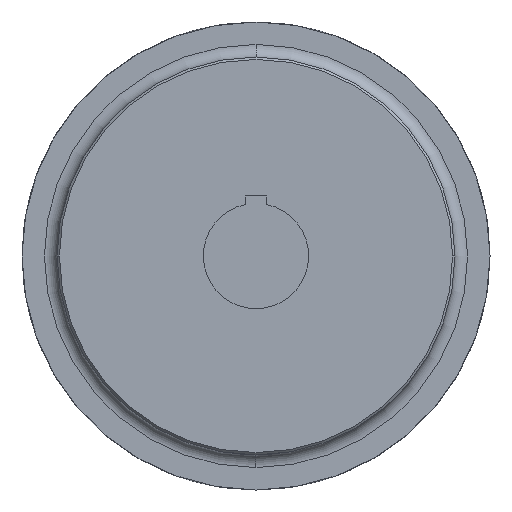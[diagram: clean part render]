
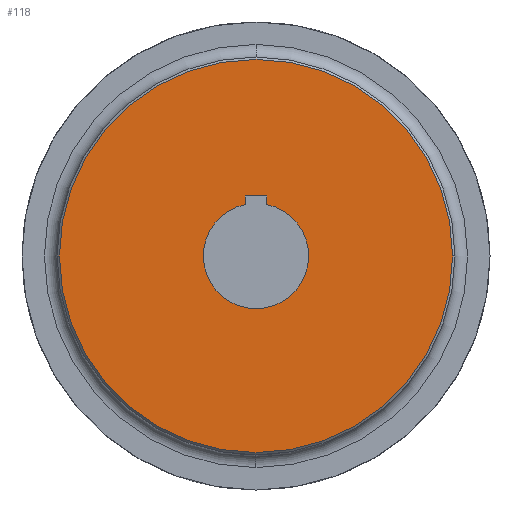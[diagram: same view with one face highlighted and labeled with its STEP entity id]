
A CAD part, left-side view. The second image highlights one B-rep face of the part: STEP entity #118.
In plain terms, the highlighted planar face has unit normal (-1, 0, 0).
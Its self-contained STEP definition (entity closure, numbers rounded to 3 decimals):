
#118=ADVANCED_FACE('',(#227,#228),#229,.T.);
#227=FACE_BOUND('',#382,.T.);
#228=FACE_OUTER_BOUND('',#383,.T.);
#229=PLANE('',#384);
#382=EDGE_LOOP('',(#757,#758,#759,#760,#761));
#383=EDGE_LOOP('',(#762,#763));
#384=AXIS2_PLACEMENT_3D('',#764,#765,#766);
#757=ORIENTED_EDGE('',*,*,#1200,.T.);
#758=ORIENTED_EDGE('',*,*,#1203,.T.);
#759=ORIENTED_EDGE('',*,*,#1184,.T.);
#760=ORIENTED_EDGE('',*,*,#1194,.T.);
#761=ORIENTED_EDGE('',*,*,#1197,.T.);
#762=ORIENTED_EDGE('',*,*,#1175,.F.);
#763=ORIENTED_EDGE('',*,*,#1207,.F.);
#764=CARTESIAN_POINT('',(-122.5,42.0,0.0));
#765=DIRECTION('',(-1.0,0.0,0.0));
#766=DIRECTION('',(0.0,-1.0,0.0));
#1175=EDGE_CURVE('',#1439,#1442,#1443,.T.);
#1184=EDGE_CURVE('',#1458,#1456,#1459,.T.);
#1194=EDGE_CURVE('',#1456,#1474,#1475,.T.);
#1197=EDGE_CURVE('',#1474,#1479,#1480,.T.);
#1200=EDGE_CURVE('',#1479,#1484,#1485,.T.);
#1203=EDGE_CURVE('',#1484,#1458,#1489,.T.);
#1207=EDGE_CURVE('',#1442,#1439,#1493,.T.);
#1439=VERTEX_POINT('',#2183);
#1442=VERTEX_POINT('',#2187);
#1443=CIRCLE('',#2188,84.0);
#1456=VERTEX_POINT('',#2205);
#1458=VERTEX_POINT('',#2208);
#1459=CIRCLE('',#2209,22.5);
#1474=VERTEX_POINT('',#2361);
#1475=LINE('',#2362,#2363);
#1479=VERTEX_POINT('',#2369);
#1480=LINE('',#2370,#2371);
#1484=VERTEX_POINT('',#2377);
#1485=LINE('',#2378,#2379);
#1489=CIRCLE('',#2385,22.5);
#1493=CIRCLE('',#2389,84.0);
#2183=CARTESIAN_POINT('',(-122.5,84.0,0.0));
#2187=CARTESIAN_POINT('',(-122.5,-84.0,0.));
#2188=AXIS2_PLACEMENT_3D('',#3079,#3080,#3081);
#2205=CARTESIAN_POINT('',(-122.5,4.5,22.045));
#2208=CARTESIAN_POINT('',(-122.5,0.,-22.5));
#2209=AXIS2_PLACEMENT_3D('',#3096,#3097,#3098);
#2361=CARTESIAN_POINT('',(-122.5,4.5,25.65));
#2362=CARTESIAN_POINT('',(-122.5,4.5,6.413));
#2363=VECTOR('',#3102,1.0);
#2369=CARTESIAN_POINT('',(-122.5,-4.5,25.65));
#2370=CARTESIAN_POINT('',(-122.5,21.0,25.65));
#2371=VECTOR('',#3105,1.0);
#2377=CARTESIAN_POINT('',(-122.5,-4.5,22.045));
#2378=CARTESIAN_POINT('',(-122.5,-4.5,6.413));
#2379=VECTOR('',#3108,1.0);
#2385=AXIS2_PLACEMENT_3D('',#3111,#3112,#3113);
#2389=AXIS2_PLACEMENT_3D('',#3123,#3124,#3125);
#3079=CARTESIAN_POINT('',(-122.5,0.0,0.0));
#3080=DIRECTION('',(1.0,0.0,0.0));
#3081=DIRECTION('',(0.0,1.0,0.0));
#3096=CARTESIAN_POINT('',(-122.5,0.0,0.0));
#3097=DIRECTION('',(1.0,0.0,0.0));
#3098=DIRECTION('',(0.0,0.0,-1.0));
#3102=DIRECTION('',(0.0,-0.0,1.0));
#3105=DIRECTION('',(0.0,-1.0,0.0));
#3108=DIRECTION('',(0.0,0.0,-1.0));
#3111=CARTESIAN_POINT('',(-122.5,0.0,0.0));
#3112=DIRECTION('',(1.0,0.0,0.0));
#3113=DIRECTION('',(0.0,0.0,-1.0));
#3123=CARTESIAN_POINT('',(-122.5,0.0,0.0));
#3124=DIRECTION('',(1.0,0.0,0.0));
#3125=DIRECTION('',(0.0,1.0,0.0));
